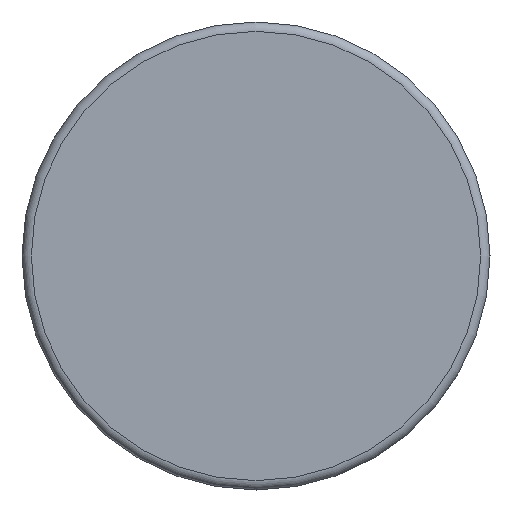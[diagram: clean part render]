
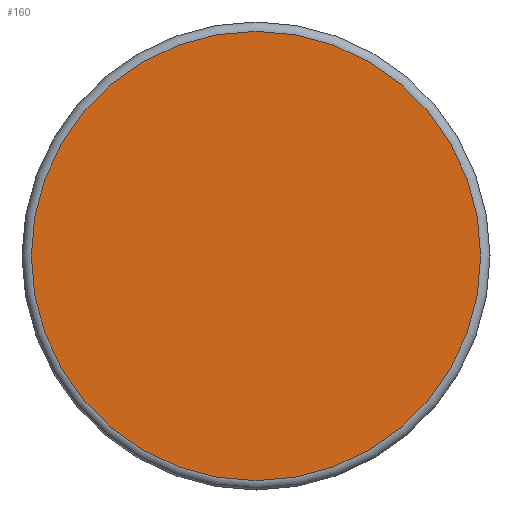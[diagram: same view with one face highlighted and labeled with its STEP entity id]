
A CAD part, front view. The second image highlights one B-rep face of the part: STEP entity #160.
In plain terms, the highlighted planar face has unit normal (0, -1, 0).
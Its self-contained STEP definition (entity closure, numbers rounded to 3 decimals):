
#137=CARTESIAN_POINT('',(0.0,0.0,4.8));
#138=VERTEX_POINT('',#137);
#139=CARTESIAN_POINT('',(0.0,0.0,0.0));
#140=DIRECTION('',(0.0,1.0,0.0));
#141=DIRECTION('',(0.0,0.0,1.0));
#142=AXIS2_PLACEMENT_3D('',#139,#140,#141);
#143=CIRCLE('',#142,4.8);
#144=EDGE_CURVE('',#138,#138,#143,.T.);
#152=CARTESIAN_POINT('',(0.0,0.,0.0));
#153=DIRECTION('',(0.0,1.0,0.0));
#154=DIRECTION('',(0.0,0.0,1.0));
#155=AXIS2_PLACEMENT_3D('',#152,#153,#154);
#156=PLANE('',#155);
#157=ORIENTED_EDGE('',*,*,#144,.F.);
#158=EDGE_LOOP('',(#157));
#159=FACE_OUTER_BOUND('',#158,.T.);
#160=ADVANCED_FACE('',(#159),#156,.F.);
